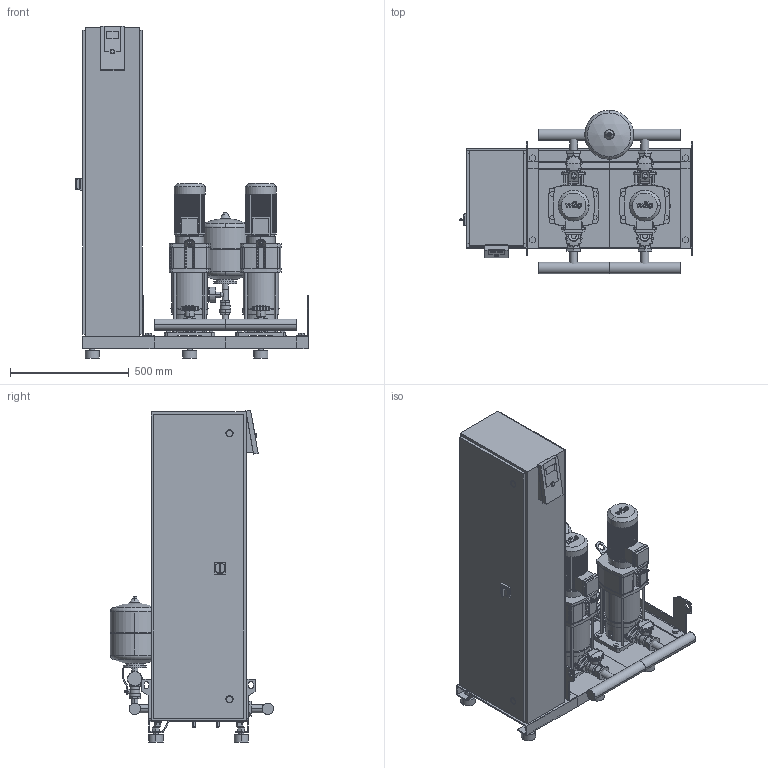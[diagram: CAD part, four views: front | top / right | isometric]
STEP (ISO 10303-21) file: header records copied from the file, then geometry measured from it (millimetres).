
FILE_DESCRIPTION((''),'2;1');
FILE_NAME('3d_SiBoostSmartFC2HELIXV404-2537581.stp','2016-01-25T10:58:55',(''),(''),'Mechanical Desktop 2009','Mechanical Desktop 2009',', , ');
FILE_SCHEMA(('CONFIG_CONTROL_DESIGN'));
Length unit declared in the file: millimetre
Products named in the file (1): Product
Bounding box: 980 x 688.15 x 1398.4 mm (x, y, z)
Volume: 166383432 mm3; surface area: 8203187 mm2
Topology: 105 solids, 105 shells, 2870 faces, 7254 edges, 4758 vertices
Faces by surface type: plane 1209, bspline 763, cylinder 752, cone 110, torus 30, sphere 6
Entity records: 91230 total; most frequent: CARTESIAN_POINT 22722, ORIENTED_EDGE 14484, DIRECTION 13312, EDGE_CURVE 7242, VECTOR 4764, LINE 4764, VERTEX_POINT 4754, AXIS2_PLACEMENT_3D 4274
